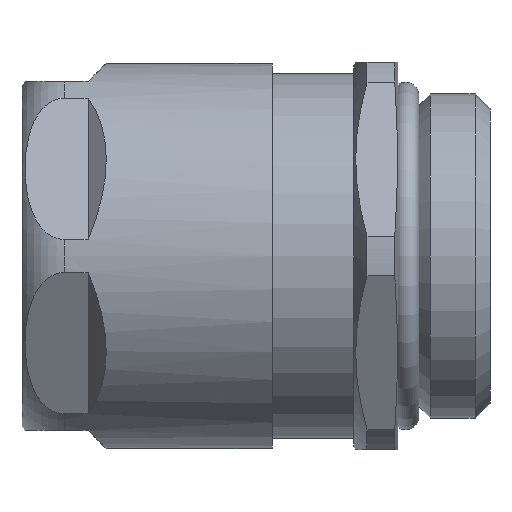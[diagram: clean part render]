
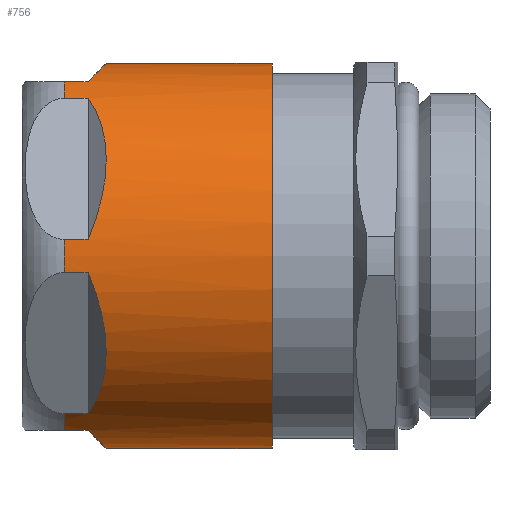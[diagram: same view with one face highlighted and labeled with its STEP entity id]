
A CAD part, left-side view. The second image highlights one B-rep face of the part: STEP entity #756.
In plain terms, the highlighted cylindrical face has radius 14.85 mm (diameter 29.7 mm), a full revolution.
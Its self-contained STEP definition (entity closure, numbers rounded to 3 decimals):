
#60=ELLIPSE('',#825,21.001,14.85);
#61=ELLIPSE('',#826,21.001,14.85);
#62=ELLIPSE('',#827,21.001,14.85);
#63=ELLIPSE('',#828,21.001,14.85);
#64=ELLIPSE('',#829,21.001,14.85);
#65=ELLIPSE('',#830,21.001,14.85);
#66=LINE('',#1283,#96);
#67=LINE('',#1286,#97);
#68=LINE('',#1288,#98);
#69=LINE('',#1291,#99);
#70=LINE('',#1293,#100);
#71=LINE('',#1296,#101);
#72=LINE('',#1298,#102);
#73=LINE('',#1301,#103);
#74=LINE('',#1303,#104);
#75=LINE('',#1306,#105);
#76=LINE('',#1308,#106);
#77=LINE('',#1311,#107);
#96=VECTOR('',#938,1000.);
#97=VECTOR('',#941,1000.);
#98=VECTOR('',#942,1000.);
#99=VECTOR('',#945,1000.);
#100=VECTOR('',#946,1000.);
#101=VECTOR('',#949,1000.);
#102=VECTOR('',#950,1000.);
#103=VECTOR('',#953,1000.);
#104=VECTOR('',#954,1000.);
#105=VECTOR('',#957,1000.);
#106=VECTOR('',#958,1000.);
#107=VECTOR('',#961,1000.);
#126=CYLINDRICAL_SURFACE('',#823,14.85);
#149=FACE_BOUND('',#228,.T.);
#175=FACE_OUTER_BOUND('',#227,.T.);
#227=EDGE_LOOP('',(#524));
#228=EDGE_LOOP('',(#525,#526,#527,#528,#529,#530,#531,#532,#533,#534,#535,
#536,#537,#538,#539,#540,#541,#542,#543,#544,#545,#546,#547,#548));
#302=CIRCLE('',#817,14.85);
#303=CIRCLE('',#818,14.85);
#304=CIRCLE('',#819,14.85);
#305=CIRCLE('',#820,14.85);
#306=CIRCLE('',#821,14.85);
#307=CIRCLE('',#822,14.85);
#308=CIRCLE('',#824,14.85);
#344=VERTEX_POINT('',#1147);
#345=VERTEX_POINT('',#1148);
#346=VERTEX_POINT('',#1150);
#347=VERTEX_POINT('',#1170);
#348=VERTEX_POINT('',#1172);
#349=VERTEX_POINT('',#1192);
#350=VERTEX_POINT('',#1194);
#351=VERTEX_POINT('',#1214);
#352=VERTEX_POINT('',#1216);
#353=VERTEX_POINT('',#1236);
#354=VERTEX_POINT('',#1238);
#355=VERTEX_POINT('',#1258);
#356=VERTEX_POINT('',#1280);
#357=VERTEX_POINT('',#1282);
#358=VERTEX_POINT('',#1284);
#359=VERTEX_POINT('',#1287);
#360=VERTEX_POINT('',#1289);
#361=VERTEX_POINT('',#1292);
#362=VERTEX_POINT('',#1294);
#363=VERTEX_POINT('',#1297);
#364=VERTEX_POINT('',#1299);
#365=VERTEX_POINT('',#1302);
#366=VERTEX_POINT('',#1304);
#367=VERTEX_POINT('',#1307);
#368=VERTEX_POINT('',#1309);
#416=EDGE_CURVE('',#344,#345,#302,.T.);
#418=EDGE_CURVE('',#347,#346,#303,.T.);
#420=EDGE_CURVE('',#349,#348,#304,.T.);
#422=EDGE_CURVE('',#351,#350,#305,.T.);
#424=EDGE_CURVE('',#353,#352,#306,.T.);
#426=EDGE_CURVE('',#355,#354,#307,.T.);
#428=EDGE_CURVE('',#356,#356,#308,.T.);
#429=EDGE_CURVE('',#345,#357,#66,.T.);
#430=EDGE_CURVE('',#358,#357,#60,.T.);
#431=EDGE_CURVE('',#358,#355,#67,.T.);
#432=EDGE_CURVE('',#354,#359,#68,.T.);
#433=EDGE_CURVE('',#360,#359,#61,.T.);
#434=EDGE_CURVE('',#360,#353,#69,.T.);
#435=EDGE_CURVE('',#352,#361,#70,.T.);
#436=EDGE_CURVE('',#362,#361,#62,.T.);
#437=EDGE_CURVE('',#362,#351,#71,.T.);
#438=EDGE_CURVE('',#350,#363,#72,.T.);
#439=EDGE_CURVE('',#364,#363,#63,.T.);
#440=EDGE_CURVE('',#364,#349,#73,.T.);
#441=EDGE_CURVE('',#348,#365,#74,.T.);
#442=EDGE_CURVE('',#366,#365,#64,.T.);
#443=EDGE_CURVE('',#366,#347,#75,.T.);
#444=EDGE_CURVE('',#346,#367,#76,.T.);
#445=EDGE_CURVE('',#368,#367,#65,.T.);
#446=EDGE_CURVE('',#368,#344,#77,.T.);
#524=ORIENTED_EDGE('',*,*,#428,.F.);
#525=ORIENTED_EDGE('',*,*,#416,.T.);
#526=ORIENTED_EDGE('',*,*,#429,.T.);
#527=ORIENTED_EDGE('',*,*,#430,.F.);
#528=ORIENTED_EDGE('',*,*,#431,.T.);
#529=ORIENTED_EDGE('',*,*,#426,.T.);
#530=ORIENTED_EDGE('',*,*,#432,.T.);
#531=ORIENTED_EDGE('',*,*,#433,.F.);
#532=ORIENTED_EDGE('',*,*,#434,.T.);
#533=ORIENTED_EDGE('',*,*,#424,.T.);
#534=ORIENTED_EDGE('',*,*,#435,.T.);
#535=ORIENTED_EDGE('',*,*,#436,.F.);
#536=ORIENTED_EDGE('',*,*,#437,.T.);
#537=ORIENTED_EDGE('',*,*,#422,.T.);
#538=ORIENTED_EDGE('',*,*,#438,.T.);
#539=ORIENTED_EDGE('',*,*,#439,.F.);
#540=ORIENTED_EDGE('',*,*,#440,.T.);
#541=ORIENTED_EDGE('',*,*,#420,.T.);
#542=ORIENTED_EDGE('',*,*,#441,.T.);
#543=ORIENTED_EDGE('',*,*,#442,.F.);
#544=ORIENTED_EDGE('',*,*,#443,.T.);
#545=ORIENTED_EDGE('',*,*,#418,.T.);
#546=ORIENTED_EDGE('',*,*,#444,.T.);
#547=ORIENTED_EDGE('',*,*,#445,.F.);
#548=ORIENTED_EDGE('',*,*,#446,.T.);
#756=ADVANCED_FACE('',(#175,#149),#126,.T.);
#817=AXIS2_PLACEMENT_3D('',#1149,#922,#923);
#818=AXIS2_PLACEMENT_3D('',#1171,#924,#925);
#819=AXIS2_PLACEMENT_3D('',#1193,#926,#927);
#820=AXIS2_PLACEMENT_3D('',#1215,#928,#929);
#821=AXIS2_PLACEMENT_3D('',#1237,#930,#931);
#822=AXIS2_PLACEMENT_3D('',#1259,#932,#933);
#823=AXIS2_PLACEMENT_3D('',#1279,#934,#935);
#824=AXIS2_PLACEMENT_3D('',#1281,#936,#937);
#825=AXIS2_PLACEMENT_3D('',#1285,#939,#940);
#826=AXIS2_PLACEMENT_3D('',#1290,#943,#944);
#827=AXIS2_PLACEMENT_3D('',#1295,#947,#948);
#828=AXIS2_PLACEMENT_3D('',#1300,#951,#952);
#829=AXIS2_PLACEMENT_3D('',#1305,#955,#956);
#830=AXIS2_PLACEMENT_3D('',#1310,#959,#960);
#922=DIRECTION('center_axis',(0.,-1.,0.));
#923=DIRECTION('ref_axis',(-1.,0.,0.));
#924=DIRECTION('center_axis',(0.,-1.,0.));
#925=DIRECTION('ref_axis',(-1.,0.,0.));
#926=DIRECTION('center_axis',(0.,-1.,0.));
#927=DIRECTION('ref_axis',(-1.,0.,0.));
#928=DIRECTION('center_axis',(0.,-1.,0.));
#929=DIRECTION('ref_axis',(-1.,0.,0.));
#930=DIRECTION('center_axis',(0.,-1.,0.));
#931=DIRECTION('ref_axis',(-1.,0.,0.));
#932=DIRECTION('center_axis',(0.,-1.,0.));
#933=DIRECTION('ref_axis',(-1.,0.,0.));
#934=DIRECTION('center_axis',(0.,1.,0.));
#935=DIRECTION('ref_axis',(-1.,0.,0.));
#936=DIRECTION('center_axis',(0.,-1.,0.));
#937=DIRECTION('ref_axis',(-1.,0.,0.));
#938=DIRECTION('',(0.,-1.,0.));
#939=DIRECTION('center_axis',(-0.612,0.707,-0.354));
#940=DIRECTION('ref_axis',(0.612,0.707,0.354));
#941=DIRECTION('',(0.,1.,0.));
#942=DIRECTION('',(0.,-1.,0.));
#943=DIRECTION('center_axis',(0.,0.707,-0.707));
#944=DIRECTION('ref_axis',(0.,0.707,0.707));
#945=DIRECTION('',(0.,1.,0.));
#946=DIRECTION('',(0.,-1.,0.));
#947=DIRECTION('center_axis',(0.612,0.707,-0.354));
#948=DIRECTION('ref_axis',(0.612,-0.707,-0.354));
#949=DIRECTION('',(0.,1.,0.));
#950=DIRECTION('',(0.,-1.,0.));
#951=DIRECTION('center_axis',(0.612,0.707,0.354));
#952=DIRECTION('ref_axis',(0.612,-0.707,0.354));
#953=DIRECTION('',(0.,1.,0.));
#954=DIRECTION('',(0.,-1.,0.));
#955=DIRECTION('center_axis',(0.,0.707,0.707));
#956=DIRECTION('ref_axis',(0.,-0.707,0.707));
#957=DIRECTION('',(0.,1.,0.));
#958=DIRECTION('',(0.,-1.,0.));
#959=DIRECTION('center_axis',(-0.612,0.707,0.354));
#960=DIRECTION('ref_axis',(0.612,0.707,-0.354));
#961=DIRECTION('',(0.,1.,0.));
#1147=CARTESIAN_POINT('',(-14.795,32.827,1.274));
#1148=CARTESIAN_POINT('',(-14.795,32.827,-1.274));
#1149=CARTESIAN_POINT('Origin',(0.,32.827,0.));
#1150=CARTESIAN_POINT('',(-8.501,32.827,12.176));
#1170=CARTESIAN_POINT('',(-6.294,32.827,13.45));
#1171=CARTESIAN_POINT('Origin',(0.,32.827,0.));
#1172=CARTESIAN_POINT('',(6.294,32.827,13.45));
#1192=CARTESIAN_POINT('',(8.501,32.827,12.176));
#1193=CARTESIAN_POINT('Origin',(0.,32.827,0.));
#1194=CARTESIAN_POINT('',(14.795,32.827,1.274));
#1214=CARTESIAN_POINT('',(14.795,32.827,-1.274));
#1215=CARTESIAN_POINT('Origin',(0.,32.827,0.));
#1216=CARTESIAN_POINT('',(8.501,32.827,-12.176));
#1236=CARTESIAN_POINT('',(6.294,32.827,-13.45));
#1237=CARTESIAN_POINT('Origin',(0.,32.827,0.));
#1238=CARTESIAN_POINT('',(-6.294,32.827,-13.45));
#1258=CARTESIAN_POINT('',(-8.501,32.827,-12.176));
#1259=CARTESIAN_POINT('Origin',(0.,32.827,0.));
#1279=CARTESIAN_POINT('Origin',(0.,36.1,0.));
#1280=CARTESIAN_POINT('',(-14.85,16.8,0.));
#1281=CARTESIAN_POINT('Origin',(0.,16.8,0.));
#1282=CARTESIAN_POINT('',(-14.795,31.,-1.274));
#1283=CARTESIAN_POINT('',(-14.795,16.8,-1.274));
#1284=CARTESIAN_POINT('',(-8.501,31.,-12.176));
#1285=CARTESIAN_POINT('Origin',(0.,44.45,0.));
#1286=CARTESIAN_POINT('',(-8.501,16.8,-12.176));
#1287=CARTESIAN_POINT('',(-6.294,31.,-13.45));
#1288=CARTESIAN_POINT('',(-6.294,16.8,-13.45));
#1289=CARTESIAN_POINT('',(6.294,31.,-13.45));
#1290=CARTESIAN_POINT('Origin',(0.,44.45,0.));
#1291=CARTESIAN_POINT('',(6.294,16.8,-13.45));
#1292=CARTESIAN_POINT('',(8.501,31.,-12.176));
#1293=CARTESIAN_POINT('',(8.501,16.8,-12.176));
#1294=CARTESIAN_POINT('',(14.795,31.,-1.274));
#1295=CARTESIAN_POINT('Origin',(0.,44.45,0.));
#1296=CARTESIAN_POINT('',(14.795,16.8,-1.274));
#1297=CARTESIAN_POINT('',(14.795,31.,1.274));
#1298=CARTESIAN_POINT('',(14.795,16.8,1.274));
#1299=CARTESIAN_POINT('',(8.501,31.,12.176));
#1300=CARTESIAN_POINT('Origin',(0.,44.45,
0.));
#1301=CARTESIAN_POINT('',(8.501,16.8,12.176));
#1302=CARTESIAN_POINT('',(6.294,31.,13.45));
#1303=CARTESIAN_POINT('',(6.294,16.8,13.45));
#1304=CARTESIAN_POINT('',(-6.294,31.,13.45));
#1305=CARTESIAN_POINT('Origin',(0.,44.45,0.));
#1306=CARTESIAN_POINT('',(-6.294,16.8,13.45));
#1307=CARTESIAN_POINT('',(-8.501,31.,12.176));
#1308=CARTESIAN_POINT('',(-8.501,16.8,12.176));
#1309=CARTESIAN_POINT('',(-14.795,31.,1.274));
#1310=CARTESIAN_POINT('Origin',(0.,44.45,
0.));
#1311=CARTESIAN_POINT('',(-14.795,16.8,1.274));
